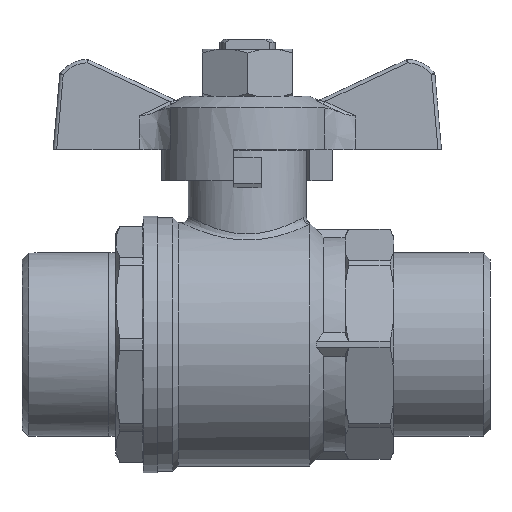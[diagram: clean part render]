
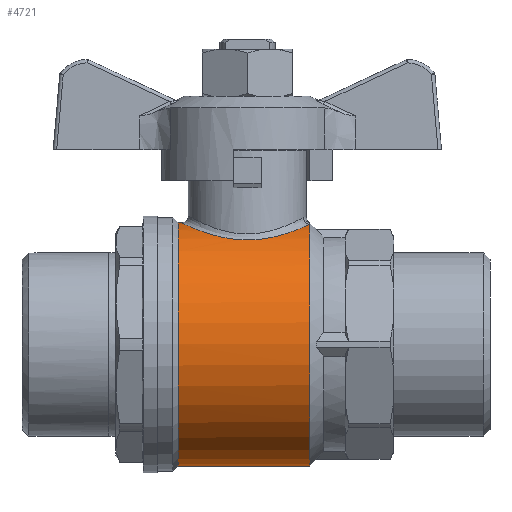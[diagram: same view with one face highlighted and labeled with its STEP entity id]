
A CAD part, left-side view. The second image highlights one B-rep face of the part: STEP entity #4721.
In plain terms, the highlighted cylindrical face has radius 17.55 mm (diameter 35.1 mm), a full revolution.
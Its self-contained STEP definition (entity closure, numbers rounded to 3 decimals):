
#173=CYLINDRICAL_SURFACE('',#6513,17.55);
#362=B_SPLINE_CURVE_WITH_KNOTS('',3,(#10207,#10208,#10209,#10210,#10211,
#10212,#10213,#10214,#10215,#10216,#10217,#10218,#10219,#10220,#10221,#10222,
#10223,#10224,#10225),.UNSPECIFIED.,.F.,.F.,(4,1,1,1,1,1,1,1,1,1,1,1,1,
1,1,1,4),(0.047,0.051,0.054,0.057,
0.061,0.064,0.067,0.071,
0.074,0.077,0.081,0.084,
0.087,0.091,0.094,0.097,
0.101),.UNSPECIFIED.);
#1567=ORIENTED_EDGE('',*,*,#2645,.T.);
#1568=ORIENTED_EDGE('',*,*,#2646,.T.);
#1569=ORIENTED_EDGE('',*,*,#2647,.F.);
#2645=EDGE_CURVE('',#3198,#3199,#3534,.T.);
#2646=EDGE_CURVE('',#3199,#3198,#362,.T.);
#2647=EDGE_CURVE('',#3200,#3200,#3535,.T.);
#3198=VERTEX_POINT('',#10205);
#3199=VERTEX_POINT('',#10206);
#3200=VERTEX_POINT('',#10227);
#3534=CIRCLE('',#6514,17.55);
#3535=CIRCLE('',#6515,17.55);
#3839=EDGE_LOOP('',(#1567,#1568));
#3840=EDGE_LOOP('',(#1569));
#4232=FACE_BOUND('',#3839,.T.);
#4233=FACE_BOUND('',#3840,.T.);
#4721=ADVANCED_FACE('',(#4232,#4233),#173,.T.);
#6513=AXIS2_PLACEMENT_3D('',#10203,#7571,#7572);
#6514=AXIS2_PLACEMENT_3D('',#10204,#7573,#7574);
#6515=AXIS2_PLACEMENT_3D('',#10226,#7575,#7576);
#7571=DIRECTION('',(0.,-1.,0.));
#7572=DIRECTION('',(0.,0.,-1.));
#7573=DIRECTION('',(0.,1.,0.));
#7574=DIRECTION('',(0.,0.,1.));
#7575=DIRECTION('',(0.,1.,0.));
#7576=DIRECTION('',(1.,0.,0.));
#10203=CARTESIAN_POINT('',(0.,10.,0.));
#10204=CARTESIAN_POINT('',(0.,-9.,0.));
#10205=CARTESIAN_POINT('',(2.877,-9.,17.313));
#10206=CARTESIAN_POINT('',(-2.877,-9.,17.313));
#10207=CARTESIAN_POINT('',(-2.877,-9.,17.313));
#10208=CARTESIAN_POINT('',(-3.906,-8.633,17.142));
#10209=CARTESIAN_POINT('',(-5.805,-7.508,16.631));
#10210=CARTESIAN_POINT('',(-7.856,-4.989,15.727));
#10211=CARTESIAN_POINT('',(-8.998,-1.89,15.071));
#10212=CARTESIAN_POINT('',(-9.061,1.525,15.031));
#10213=CARTESIAN_POINT('',(-8.024,4.685,15.639));
#10214=CARTESIAN_POINT('',(-6.057,7.277,16.536));
#10215=CARTESIAN_POINT('',(-3.307,9.058,17.331));
#10216=CARTESIAN_POINT('',(0.004,9.722,17.66));
#10217=CARTESIAN_POINT('',(3.325,9.053,17.328));
#10218=CARTESIAN_POINT('',(6.078,7.258,16.528));
#10219=CARTESIAN_POINT('',(8.033,4.664,15.633));
#10220=CARTESIAN_POINT('',(9.061,1.515,15.031));
#10221=CARTESIAN_POINT('',(8.997,-1.894,15.072));
#10222=CARTESIAN_POINT('',(7.851,-4.998,15.73));
#10223=CARTESIAN_POINT('',(5.798,-7.514,16.634));
#10224=CARTESIAN_POINT('',(3.9,-8.635,17.142));
#10225=CARTESIAN_POINT('',(2.877,-9.,17.313));
#10226=CARTESIAN_POINT('',(0.,10.,0.));
#10227=CARTESIAN_POINT('',(17.55,10.,0.));
